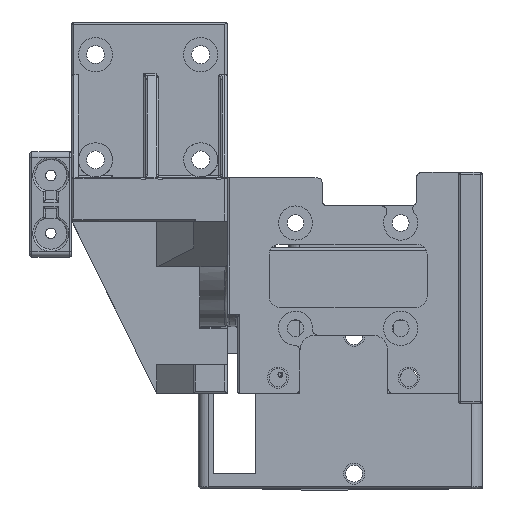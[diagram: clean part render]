
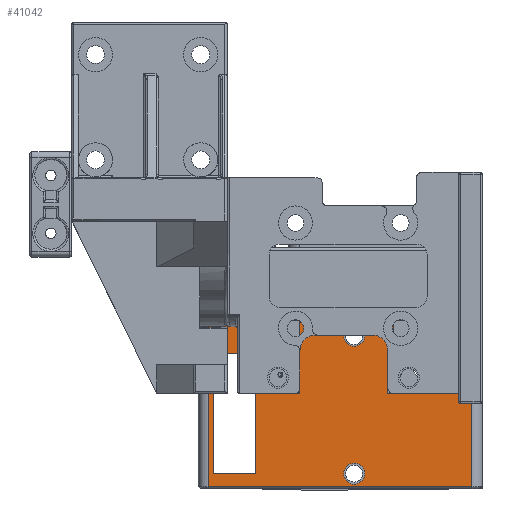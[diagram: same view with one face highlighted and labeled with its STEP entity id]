
A CAD part, front view. The second image highlights one B-rep face of the part: STEP entity #41042.
In plain terms, the highlighted planar face has unit normal (0, -1, 0).
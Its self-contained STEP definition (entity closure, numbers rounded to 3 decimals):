
#1784=FACE_BOUND('',#7077,.T.);
#1785=FACE_BOUND('',#7078,.T.);
#1786=FACE_BOUND('',#7079,.T.);
#2382=CIRCLE('',#43931,2.);
#2383=CIRCLE('',#43932,2.);
#4591=FACE_OUTER_BOUND('',#7076,.T.);
#7076=EDGE_LOOP('',(#36577,#36578,#36579,#36580,#36581,#36582,#36583,#36584));
#7077=EDGE_LOOP('',(#36585,#36586,#36587,#36588,#36589,#36590,#36591,#36592));
#7078=EDGE_LOOP('',(#36593));
#7079=EDGE_LOOP('',(#36594));
#11587=LINE('',#70594,#16137);
#11591=LINE('',#70605,#16141);
#11627=LINE('',#70712,#16177);
#11634=LINE('',#70735,#16184);
#11635=LINE('',#70738,#16185);
#11636=LINE('',#70740,#16186);
#11637=LINE('',#70742,#16187);
#11638=LINE('',#70743,#16188);
#11639=LINE('',#70746,#16189);
#11640=LINE('',#70748,#16190);
#11641=LINE('',#70750,#16191);
#11642=LINE('',#70752,#16192);
#11643=LINE('',#70754,#16193);
#11644=LINE('',#70756,#16194);
#11645=LINE('',#70758,#16195);
#11646=LINE('',#70759,#16196);
#16137=VECTOR('',#53613,10.);
#16141=VECTOR('',#53623,10.);
#16177=VECTOR('',#53715,10.);
#16184=VECTOR('',#53750,10.);
#16185=VECTOR('',#53753,10.);
#16186=VECTOR('',#53754,10.);
#16187=VECTOR('',#53755,10.);
#16188=VECTOR('',#53756,10.);
#16189=VECTOR('',#53757,10.);
#16190=VECTOR('',#53758,10.);
#16191=VECTOR('',#53759,10.);
#16192=VECTOR('',#53760,10.);
#16193=VECTOR('',#53761,10.);
#16194=VECTOR('',#53762,10.);
#16195=VECTOR('',#53763,10.);
#16196=VECTOR('',#53764,10.);
#19830=VERTEX_POINT('',#70575);
#19832=VERTEX_POINT('',#70590);
#19836=VERTEX_POINT('',#70604);
#19878=VERTEX_POINT('',#70706);
#19879=VERTEX_POINT('',#70710);
#19882=VERTEX_POINT('',#70737);
#19883=VERTEX_POINT('',#70739);
#19884=VERTEX_POINT('',#70741);
#19885=VERTEX_POINT('',#70744);
#19886=VERTEX_POINT('',#70745);
#19887=VERTEX_POINT('',#70747);
#19888=VERTEX_POINT('',#70749);
#19889=VERTEX_POINT('',#70751);
#19890=VERTEX_POINT('',#70753);
#19891=VERTEX_POINT('',#70755);
#19892=VERTEX_POINT('',#70757);
#19893=VERTEX_POINT('',#70760);
#19894=VERTEX_POINT('',#70762);
#25414=EDGE_CURVE('',#19832,#19830,#11587,.T.);
#25419=EDGE_CURVE('',#19836,#19830,#11591,.T.);
#25475=EDGE_CURVE('',#19879,#19878,#11627,.T.);
#25487=EDGE_CURVE('',#19878,#19832,#11634,.T.);
#25488=EDGE_CURVE('',#19882,#19879,#11635,.T.);
#25489=EDGE_CURVE('',#19883,#19882,#11636,.T.);
#25490=EDGE_CURVE('',#19884,#19883,#11637,.T.);
#25491=EDGE_CURVE('',#19836,#19884,#11638,.T.);
#25492=EDGE_CURVE('',#19885,#19886,#11639,.T.);
#25493=EDGE_CURVE('',#19886,#19887,#11640,.T.);
#25494=EDGE_CURVE('',#19887,#19888,#11641,.T.);
#25495=EDGE_CURVE('',#19888,#19889,#11642,.T.);
#25496=EDGE_CURVE('',#19889,#19890,#11643,.T.);
#25497=EDGE_CURVE('',#19890,#19891,#11644,.T.);
#25498=EDGE_CURVE('',#19891,#19892,#11645,.T.);
#25499=EDGE_CURVE('',#19892,#19885,#11646,.T.);
#25500=EDGE_CURVE('',#19893,#19893,#2382,.T.);
#25501=EDGE_CURVE('',#19894,#19894,#2383,.T.);
#36577=ORIENTED_EDGE('',*,*,#25414,.F.);
#36578=ORIENTED_EDGE('',*,*,#25487,.F.);
#36579=ORIENTED_EDGE('',*,*,#25475,.F.);
#36580=ORIENTED_EDGE('',*,*,#25488,.F.);
#36581=ORIENTED_EDGE('',*,*,#25489,.F.);
#36582=ORIENTED_EDGE('',*,*,#25490,.F.);
#36583=ORIENTED_EDGE('',*,*,#25491,.F.);
#36584=ORIENTED_EDGE('',*,*,#25419,.T.);
#36585=ORIENTED_EDGE('',*,*,#25492,.T.);
#36586=ORIENTED_EDGE('',*,*,#25493,.T.);
#36587=ORIENTED_EDGE('',*,*,#25494,.T.);
#36588=ORIENTED_EDGE('',*,*,#25495,.T.);
#36589=ORIENTED_EDGE('',*,*,#25496,.T.);
#36590=ORIENTED_EDGE('',*,*,#25497,.T.);
#36591=ORIENTED_EDGE('',*,*,#25498,.T.);
#36592=ORIENTED_EDGE('',*,*,#25499,.T.);
#36593=ORIENTED_EDGE('',*,*,#25500,.T.);
#36594=ORIENTED_EDGE('',*,*,#25501,.T.);
#38917=PLANE('',#43930);
#41042=ADVANCED_FACE('',(#4591,#1784,#1785,#1786),#38917,.T.);
#43930=AXIS2_PLACEMENT_3D('',#70736,#53751,#53752);
#43931=AXIS2_PLACEMENT_3D('',#70761,#53765,#53766);
#43932=AXIS2_PLACEMENT_3D('',#70763,#53767,#53768);
#53613=DIRECTION('',(1.,0.,0.));
#53623=DIRECTION('',(0.,0.,1.));
#53715=DIRECTION('',(-1.,0.,0.));
#53750=DIRECTION('',(0.,0.,1.));
#53751=DIRECTION('center_axis',(0.,-1.,0.));
#53752=DIRECTION('ref_axis',(0.,0.,-1.));
#53753=DIRECTION('',(0.,0.,-1.));
#53754=DIRECTION('',(1.,0.,0.));
#53755=DIRECTION('',(0.,0.,-1.));
#53756=DIRECTION('',(-1.,0.,0.));
#53757=DIRECTION('',(1.,0.,0.));
#53758=DIRECTION('',(0.,0.,-1.));
#53759=DIRECTION('',(-1.,0.,0.));
#53760=DIRECTION('',(0.,0.,-1.));
#53761=DIRECTION('',(-1.,0.,0.));
#53762=DIRECTION('',(0.,0.,1.));
#53763=DIRECTION('',(1.,0.,0.));
#53764=DIRECTION('',(0.,0.,-1.));
#53765=DIRECTION('center_axis',(0.,1.,0.));
#53766=DIRECTION('ref_axis',(0.,0.,1.));
#53767=DIRECTION('center_axis',(0.,1.,0.));
#53768=DIRECTION('ref_axis',(0.,0.,1.));
#70575=CARTESIAN_POINT('',(63.471,36.854,-90.944));
#70590=CARTESIAN_POINT('',(11.471,36.854,-90.944));
#70594=CARTESIAN_POINT('',(49.971,36.854,-90.944));
#70604=CARTESIAN_POINT('',(63.471,36.854,-98.4));
#70605=CARTESIAN_POINT('',(63.471,36.854,-90.544));
#70706=CARTESIAN_POINT('',(11.471,36.854,-122.144));
#70710=CARTESIAN_POINT('',(61.471,36.854,-122.144));
#70712=CARTESIAN_POINT('',(22.971,36.854,-122.144));
#70735=CARTESIAN_POINT('',(11.471,36.854,-98.544));
#70736=CARTESIAN_POINT('Origin',(36.471,36.854,-106.544));
#70737=CARTESIAN_POINT('',(61.471,36.854,-104.391));
#70738=CARTESIAN_POINT('',(61.471,36.854,-105.468));
#70739=CARTESIAN_POINT('',(45.521,36.854,-104.391));
#70740=CARTESIAN_POINT('',(40.996,36.854,-104.391));
#70741=CARTESIAN_POINT('',(45.521,36.854,-98.4));
#70742=CARTESIAN_POINT('',(45.521,36.854,-102.472));
#70743=CARTESIAN_POINT('',(49.971,36.854,-98.4));
#70744=CARTESIAN_POINT('',(20.471,36.854,-98.4));
#70745=CARTESIAN_POINT('',(28.821,36.854,-98.4));
#70746=CARTESIAN_POINT('',(32.646,36.854,-98.4));
#70747=CARTESIAN_POINT('',(28.821,36.854,-104.391));
#70748=CARTESIAN_POINT('',(28.821,36.854,-105.468));
#70749=CARTESIAN_POINT('',(20.471,36.854,-104.391));
#70750=CARTESIAN_POINT('',(28.471,36.854,-104.391));
#70751=CARTESIAN_POINT('',(20.471,36.854,-119.544));
#70752=CARTESIAN_POINT('',(20.471,36.854,-119.544));
#70753=CARTESIAN_POINT('',(12.471,36.854,-119.544));
#70754=CARTESIAN_POINT('',(12.471,36.854,-119.544));
#70755=CARTESIAN_POINT('',(12.471,36.854,-96.894));
#70756=CARTESIAN_POINT('',(12.471,36.854,-96.894));
#70757=CARTESIAN_POINT('',(20.471,36.854,-96.894));
#70758=CARTESIAN_POINT('',(20.471,36.854,-96.894));
#70759=CARTESIAN_POINT('',(20.471,36.854,-119.544));
#70760=CARTESIAN_POINT('',(37.121,36.854,-93.444));
#70761=CARTESIAN_POINT('Origin',(39.121,36.854,-93.444));
#70762=CARTESIAN_POINT('',(37.121,36.854,-119.644));
#70763=CARTESIAN_POINT('Origin',(39.121,36.854,-119.644));
